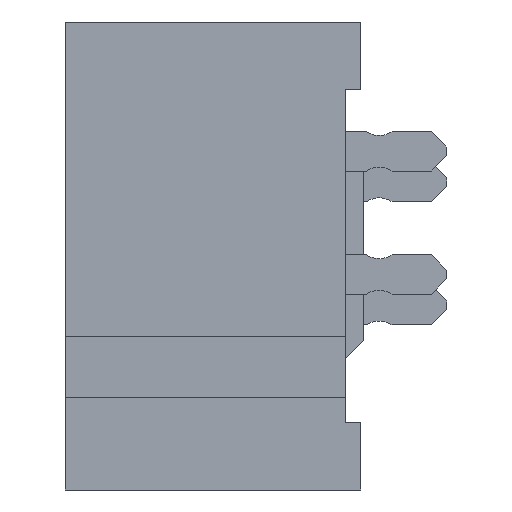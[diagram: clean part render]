
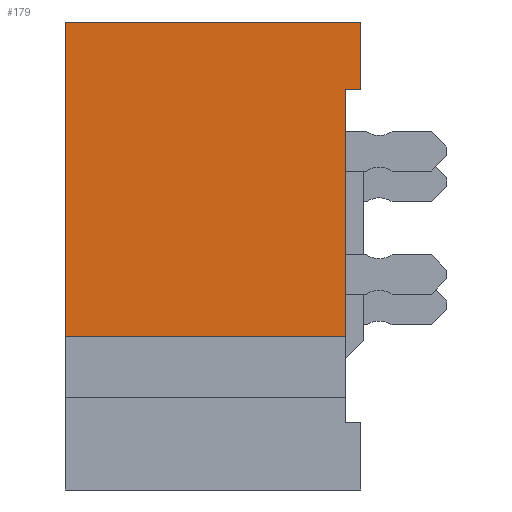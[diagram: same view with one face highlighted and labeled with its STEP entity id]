
A CAD part, left-side view. The second image highlights one B-rep face of the part: STEP entity #179.
In plain terms, the highlighted planar face has unit normal (-1, 0, 0).
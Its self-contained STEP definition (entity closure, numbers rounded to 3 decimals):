
#179 = ADVANCED_FACE( '', ( #424 ), #425, .F. );
#424 = FACE_OUTER_BOUND( '', #902, .T. );
#425 = PLANE( '', #903 );
#902 = EDGE_LOOP( '', ( #1538, #1539, #1540, #1541, #1542, #1543 ) );
#903 = AXIS2_PLACEMENT_3D( '', #1544, #1545, #1546 );
#1538 = ORIENTED_EDGE( '', *, *, #3464, .T. );
#1539 = ORIENTED_EDGE( '', *, *, #3465, .T. );
#1540 = ORIENTED_EDGE( '', *, *, #3449, .F. );
#1541 = ORIENTED_EDGE( '', *, *, #3466, .F. );
#1542 = ORIENTED_EDGE( '', *, *, #3467, .T. );
#1543 = ORIENTED_EDGE( '', *, *, #3430, .T. );
#1544 = CARTESIAN_POINT( '', ( -7.65, 4.8, -1.3 ) );
#1545 = DIRECTION( '', ( 1., 0., 0. ) );
#1546 = DIRECTION( '', ( 0., 0., -1. ) );
#3430 = EDGE_CURVE( '', #4170, #4168, #4171, .T. );
#3449 = EDGE_CURVE( '', #4203, #4205, #4206, .T. );
#3464 = EDGE_CURVE( '', #4168, #4229, #4230, .T. );
#3465 = EDGE_CURVE( '', #4229, #4205, #4231, .T. );
#3466 = EDGE_CURVE( '', #4232, #4203, #4233, .T. );
#3467 = EDGE_CURVE( '', #4232, #4170, #4234, .T. );
#4168 = VERTEX_POINT( '', #5347 );
#4170 = VERTEX_POINT( '', #5350 );
#4171 = LINE( '', #5351, #5352 );
#4203 = VERTEX_POINT( '', #5401 );
#4205 = VERTEX_POINT( '', #5404 );
#4206 = LINE( '', #5405, #5406 );
#4229 = VERTEX_POINT( '', #5443 );
#4230 = LINE( '', #5444, #5445 );
#4231 = LINE( '', #5446, #5447 );
#4232 = VERTEX_POINT( '', #5448 );
#4233 = LINE( '', #5449, #5450 );
#4234 = LINE( '', #5451, #5452 );
#5347 = CARTESIAN_POINT( '', ( -7.65, 0.25, 2.7 ) );
#5350 = CARTESIAN_POINT( '', ( -7.65, 0.25, -1.3 ) );
#5351 = CARTESIAN_POINT( '', ( -7.65, 0.25, -2.7 ) );
#5352 = VECTOR( '', #6870, 1000. );
#5401 = CARTESIAN_POINT( '', ( -7.65, 4.8, 3.8 ) );
#5404 = CARTESIAN_POINT( '', ( -7.65, 0., 3.8 ) );
#5405 = CARTESIAN_POINT( '', ( -7.65, 4.8, 3.8 ) );
#5406 = VECTOR( '', #6889, 1000. );
#5443 = CARTESIAN_POINT( '', ( -7.65, 0., 2.7 ) );
#5444 = CARTESIAN_POINT( '', ( -7.65, 0.25, 2.7 ) );
#5445 = VECTOR( '', #6904, 1000. );
#5446 = CARTESIAN_POINT( '', ( -7.65, 0., -1.3 ) );
#5447 = VECTOR( '', #6905, 1000. );
#5448 = CARTESIAN_POINT( '', ( -7.65, 4.8, -1.3 ) );
#5449 = CARTESIAN_POINT( '', ( -7.65, 4.8, -1.3 ) );
#5450 = VECTOR( '', #6906, 1000. );
#5451 = CARTESIAN_POINT( '', ( -7.65, 4.8, -1.3 ) );
#5452 = VECTOR( '', #6907, 1000. );
#6870 = DIRECTION( '', ( 0., 0., 1. ) );
#6889 = DIRECTION( '', ( 0., -1., 0. ) );
#6904 = DIRECTION( '', ( 0., -1., 0. ) );
#6905 = DIRECTION( '', ( 0., 0., 1. ) );
#6906 = DIRECTION( '', ( 0., 0., 1. ) );
#6907 = DIRECTION( '', ( 0., -1., 0. ) );
